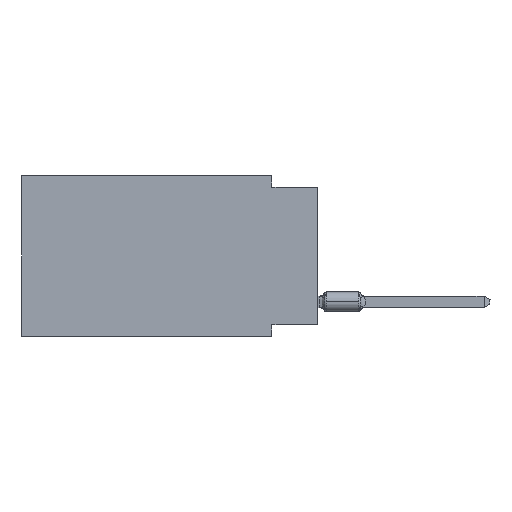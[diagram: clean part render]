
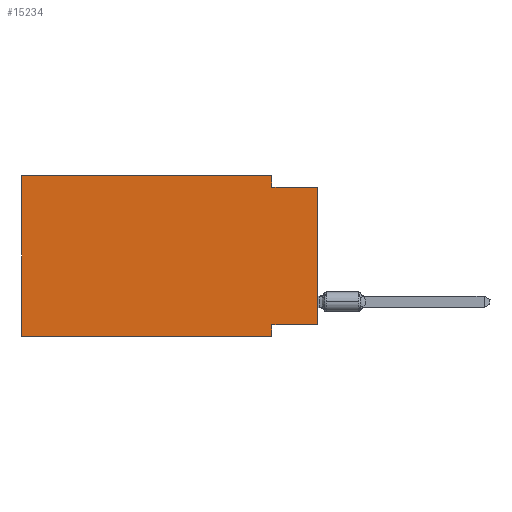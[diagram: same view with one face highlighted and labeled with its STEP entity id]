
A CAD part, left-side view. The second image highlights one B-rep face of the part: STEP entity #15234.
In plain terms, the highlighted planar face has unit normal (-1, 0, 0).
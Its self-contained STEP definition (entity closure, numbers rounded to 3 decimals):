
#81 = CARTESIAN_POINT ( 'NONE',  ( 0., 16.383, 0. ) ) ;
#202 = DIRECTION ( 'NONE',  ( 0., 0., -1. ) ) ;
#1362 = DIRECTION ( 'NONE',  ( 1., 0., 0. ) ) ;
#2322 = VERTEX_POINT ( 'NONE', #38769 ) ;
#3043 = EDGE_CURVE ( 'NONE', #35020, #24725, #23030, .T. ) ;
#3284 = LINE ( 'NONE', #81, #19140 ) ;
#3585 = ORIENTED_EDGE ( 'NONE', *, *, #17487, .T. ) ;
#3616 = ORIENTED_EDGE ( 'NONE', *, *, #32358, .F. ) ;
#4970 = PLANE ( 'NONE',  #30975 ) ;
#5404 = VERTEX_POINT ( 'NONE', #41164 ) ;
#6172 = VERTEX_POINT ( 'NONE', #39011 ) ;
#6779 = CARTESIAN_POINT ( 'NONE',  ( 0., 2.54, -8.89 ) ) ;
#9143 = ORIENTED_EDGE ( 'NONE', *, *, #23827, .F. ) ;
#9721 = CARTESIAN_POINT ( 'NONE',  ( 0., 16.383, 0. ) ) ;
#9978 = LINE ( 'NONE', #16793, #11904 ) ;
#10549 = FACE_OUTER_BOUND ( 'NONE', #35485, .T. ) ;
#11247 = ORIENTED_EDGE ( 'NONE', *, *, #32881, .F. ) ;
#11321 = CARTESIAN_POINT ( 'NONE',  ( 0., 2.54, -8.89 ) ) ;
#11377 = DIRECTION ( 'NONE',  ( 0., 0., -1. ) ) ;
#11904 = VECTOR ( 'NONE', #17006, 1000. ) ;
#12035 = CARTESIAN_POINT ( 'NONE',  ( 0., 2.54, -0.635 ) ) ;
#12464 = CARTESIAN_POINT ( 'NONE',  ( 0., 0., -8.255 ) ) ;
#12990 = VERTEX_POINT ( 'NONE', #28848 ) ;
#13082 = DIRECTION ( 'NONE',  ( 0., -1., 0. ) ) ;
#14156 = CARTESIAN_POINT ( 'NONE',  ( 0., 2.54, 0. ) ) ;
#15234 = ADVANCED_FACE ( 'NONE', ( #10549 ), #4970, .F. ) ;
#15312 = ORIENTED_EDGE ( 'NONE', *, *, #26014, .T. ) ;
#15913 = VECTOR ( 'NONE', #27679, 1000. ) ;
#16793 = CARTESIAN_POINT ( 'NONE',  ( 0., 16.383, -8.89 ) ) ;
#17006 = DIRECTION ( 'NONE',  ( 0., -1., 0. ) ) ;
#17150 = CARTESIAN_POINT ( 'NONE',  ( 0., 16.383, 0. ) ) ;
#17487 = EDGE_CURVE ( 'NONE', #35020, #2322, #28544, .T. ) ;
#17782 = ORIENTED_EDGE ( 'NONE', *, *, #18379, .F. ) ;
#18379 = EDGE_CURVE ( 'NONE', #12990, #28785, #30921, .T. ) ;
#18712 = CARTESIAN_POINT ( 'NONE',  ( 0., 2.54, -8.255 ) ) ;
#18989 = DIRECTION ( 'NONE',  ( 0., 0., 1. ) ) ;
#19035 = CARTESIAN_POINT ( 'NONE',  ( 0., 0., -0.635 ) ) ;
#19140 = VECTOR ( 'NONE', #13082, 1000. ) ;
#20497 = DIRECTION ( 'NONE',  ( 0., 0., -1. ) ) ;
#21116 = LINE ( 'NONE', #11321, #25967 ) ;
#22908 = VECTOR ( 'NONE', #18989, 1000. ) ;
#23030 = LINE ( 'NONE', #31071, #15913 ) ;
#23827 = EDGE_CURVE ( 'NONE', #28785, #2322, #41999, .T. ) ;
#24725 = VERTEX_POINT ( 'NONE', #18712 ) ;
#25682 = LINE ( 'NONE', #9721, #32684 ) ;
#25967 = VECTOR ( 'NONE', #20497, 1000. ) ;
#26014 = EDGE_CURVE ( 'NONE', #5404, #26081, #9978, .T. ) ;
#26081 = VERTEX_POINT ( 'NONE', #6779 ) ;
#27679 = DIRECTION ( 'NONE',  ( 0., 1., 0. ) ) ;
#28544 = LINE ( 'NONE', #38134, #22908 ) ;
#28785 = VERTEX_POINT ( 'NONE', #12035 ) ;
#28848 = CARTESIAN_POINT ( 'NONE',  ( 0., 2.54, 0. ) ) ;
#29895 = ORIENTED_EDGE ( 'NONE', *, *, #3043, .F. ) ;
#30921 = LINE ( 'NONE', #14156, #41307 ) ;
#30975 = AXIS2_PLACEMENT_3D ( 'NONE', #17150, #1362, #11377 ) ;
#31071 = CARTESIAN_POINT ( 'NONE',  ( 0., 0., -8.255 ) ) ;
#31567 = DIRECTION ( 'NONE',  ( 0., -1., 0. ) ) ;
#32358 = EDGE_CURVE ( 'NONE', #5404, #6172, #25682, .T. ) ;
#32684 = VECTOR ( 'NONE', #38673, 1000. ) ;
#32881 = EDGE_CURVE ( 'NONE', #6172, #12990, #3284, .T. ) ;
#33748 = ORIENTED_EDGE ( 'NONE', *, *, #36952, .F. ) ;
#35020 = VERTEX_POINT ( 'NONE', #12464 ) ;
#35485 = EDGE_LOOP ( 'NONE', ( #3585, #9143, #17782, #11247, #3616, #15312, #33748, #29895 ) ) ;
#36952 = EDGE_CURVE ( 'NONE', #24725, #26081, #21116, .T. ) ;
#38134 = CARTESIAN_POINT ( 'NONE',  ( 0., 0., 0. ) ) ;
#38673 = DIRECTION ( 'NONE',  ( 0., 0., 1. ) ) ;
#38769 = CARTESIAN_POINT ( 'NONE',  ( 0., 0., -0.635 ) ) ;
#39011 = CARTESIAN_POINT ( 'NONE',  ( 0., 16.383, 0. ) ) ;
#40339 = VECTOR ( 'NONE', #31567, 1000. ) ;
#41164 = CARTESIAN_POINT ( 'NONE',  ( 0., 16.383, -8.89 ) ) ;
#41307 = VECTOR ( 'NONE', #202, 1000. ) ;
#41999 = LINE ( 'NONE', #19035, #40339 ) ;
